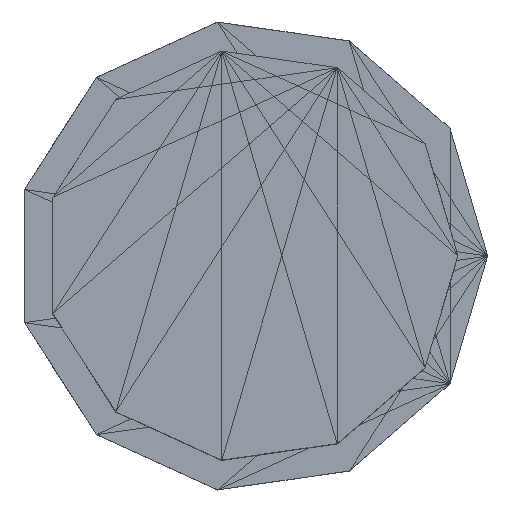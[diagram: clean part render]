
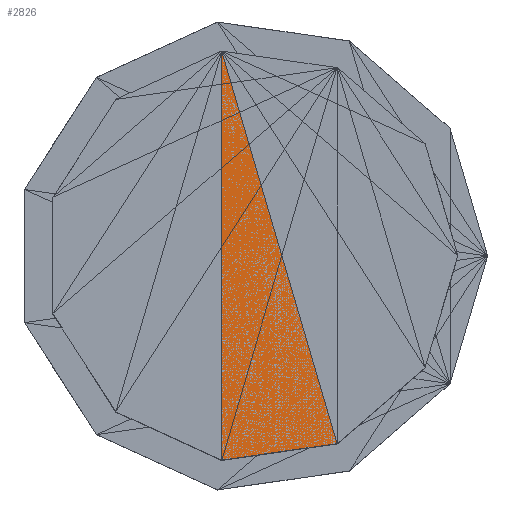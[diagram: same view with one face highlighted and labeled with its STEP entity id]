
A CAD part, top view. The second image highlights one B-rep face of the part: STEP entity #2826.
In plain terms, the highlighted planar face has unit normal (0, 0, 1).
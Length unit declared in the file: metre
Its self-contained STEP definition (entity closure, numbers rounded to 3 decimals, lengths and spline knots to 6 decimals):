
#2570 = VERTEX_POINT('',#2571);
#2571 = CARTESIAN_POINT('',(0.020933,0.085625,
    0.010762));
#2759 = PLANE('',#2760);
#2760 = AXIS2_PLACEMENT_3D('',#2761,#2762,#2763);
#2761 = CARTESIAN_POINT('',(0.020933,0.085625,
    0.010762));
#2762 = DIRECTION('',(0.,0.,-1.));
#2763 = DIRECTION('',(-1.,0.,0.));
#2775 = VERTEX_POINT('',#2776);
#2776 = CARTESIAN_POINT('',(0.020933,0.069181,
    0.010762));
#2802 = EDGE_CURVE('',#2775,#2570,#2803,.T.);
#2803 = SURFACE_CURVE('',#2804,(#2808,#2815),.PCURVE_S1.);
#2804 = LINE('',#2805,#2806);
#2805 = CARTESIAN_POINT('',(0.020933,0.069181,
    0.010762));
#2806 = VECTOR('',#2807,0.001);
#2807 = DIRECTION('',(0.,1.,0.));
#2808 = PCURVE('',#2759,#2809);
#2809 = DEFINITIONAL_REPRESENTATION('',(#2810),#2814);
#2810 = LINE('',#2811,#2812);
#2811 = CARTESIAN_POINT('',(0.,-0.016));
#2812 = VECTOR('',#2813,1.);
#2813 = DIRECTION('',(0.,1.));
#2814 = ( GEOMETRIC_REPRESENTATION_CONTEXT(2) 
PARAMETRIC_REPRESENTATION_CONTEXT() REPRESENTATION_CONTEXT('2D SPACE',''
  ) );
#2815 = PCURVE('',#2816,#2821);
#2816 = PLANE('',#2817);
#2817 = AXIS2_PLACEMENT_3D('',#2818,#2819,#2820);
#2818 = CARTESIAN_POINT('',(0.020933,0.085625,
    0.010762));
#2819 = DIRECTION('',(0.,0.,-1.));
#2820 = DIRECTION('',(-1.,0.,0.));
#2821 = DEFINITIONAL_REPRESENTATION('',(#2822),#2825);
#2822 = B_SPLINE_CURVE_WITH_KNOTS('',1,(#2823,#2824),.UNSPECIFIED.,.F.,
  .F.,(2,2),(0.,16.444351),.PIECEWISE_BEZIER_KNOTS.);
#2823 = CARTESIAN_POINT('',(0.,-0.016));
#2824 = CARTESIAN_POINT('',(0.,0.));
#2825 = ( GEOMETRIC_REPRESENTATION_CONTEXT(2) 
PARAMETRIC_REPRESENTATION_CONTEXT() REPRESENTATION_CONTEXT('2D SPACE',''
  ) );
#2826 = ADVANCED_FACE('',(#2827),#2816,.F.);
#2827 = FACE_BOUND('',#2828,.T.);
#2828 = EDGE_LOOP('',(#2829,#2830,#2858));
#2829 = ORIENTED_EDGE('',*,*,#2802,.F.);
#2830 = ORIENTED_EDGE('',*,*,#2831,.T.);
#2831 = EDGE_CURVE('',#2775,#2832,#2834,.T.);
#2832 = VERTEX_POINT('',#2833);
#2833 = CARTESIAN_POINT('',(0.025566,0.069847,
    0.010762));
#2834 = SURFACE_CURVE('',#2835,(#2839,#2846),.PCURVE_S1.);
#2835 = LINE('',#2836,#2837);
#2836 = CARTESIAN_POINT('',(0.020933,0.069181,
    0.010762));
#2837 = VECTOR('',#2838,0.001);
#2838 = DIRECTION('',(0.99,0.142,0.));
#2839 = PCURVE('',#2816,#2840);
#2840 = DEFINITIONAL_REPRESENTATION('',(#2841),#2845);
#2841 = LINE('',#2842,#2843);
#2842 = CARTESIAN_POINT('',(0.,-0.016));
#2843 = VECTOR('',#2844,1.);
#2844 = DIRECTION('',(-0.99,0.142));
#2845 = ( GEOMETRIC_REPRESENTATION_CONTEXT(2) 
PARAMETRIC_REPRESENTATION_CONTEXT() REPRESENTATION_CONTEXT('2D SPACE',''
  ) );
#2846 = PCURVE('',#2847,#2852);
#2847 = PLANE('',#2848);
#2848 = AXIS2_PLACEMENT_3D('',#2849,#2850,#2851);
#2849 = CARTESIAN_POINT('',(0.024068,0.069632,
    0.007938));
#2850 = DIRECTION('',(0.142,-0.99,0.));
#2851 = DIRECTION('',(-0.99,-0.142,0.));
#2852 = DEFINITIONAL_REPRESENTATION('',(#2853),#2857);
#2853 = LINE('',#2854,#2855);
#2854 = CARTESIAN_POINT('',(0.003,-0.003));
#2855 = VECTOR('',#2856,1.);
#2856 = DIRECTION('',(-1.,0.));
#2857 = ( GEOMETRIC_REPRESENTATION_CONTEXT(2) 
PARAMETRIC_REPRESENTATION_CONTEXT() REPRESENTATION_CONTEXT('2D SPACE',''
  ) );
#2858 = ORIENTED_EDGE('',*,*,#2859,.T.);
#2859 = EDGE_CURVE('',#2832,#2570,#2860,.T.);
#2860 = SURFACE_CURVE('',#2861,(#2865,#2872),.PCURVE_S1.);
#2861 = LINE('',#2862,#2863);
#2862 = CARTESIAN_POINT('',(0.025566,0.069847,
    0.010762));
#2863 = VECTOR('',#2864,0.001);
#2864 = DIRECTION('',(-0.282,0.959,0.));
#2865 = PCURVE('',#2816,#2866);
#2866 = DEFINITIONAL_REPRESENTATION('',(#2867),#2871);
#2867 = LINE('',#2868,#2869);
#2868 = CARTESIAN_POINT('',(-0.005,-0.016));
#2869 = VECTOR('',#2870,1.);
#2870 = DIRECTION('',(0.282,0.959));
#2871 = ( GEOMETRIC_REPRESENTATION_CONTEXT(2) 
PARAMETRIC_REPRESENTATION_CONTEXT() REPRESENTATION_CONTEXT('2D SPACE',''
  ) );
#2872 = PCURVE('',#2873,#2878);
#2873 = PLANE('',#2874);
#2874 = AXIS2_PLACEMENT_3D('',#2875,#2876,#2877);
#2875 = CARTESIAN_POINT('',(0.020933,0.085625,
    0.010762));
#2876 = DIRECTION('',(0.,0.,-1.));
#2877 = DIRECTION('',(-1.,0.,0.));
#2878 = DEFINITIONAL_REPRESENTATION('',(#2879),#2882);
#2879 = B_SPLINE_CURVE_WITH_KNOTS('',1,(#2880,#2881),.UNSPECIFIED.,.F.,
  .F.,(2,2),(0.,16.444356),.PIECEWISE_BEZIER_KNOTS.);
#2880 = CARTESIAN_POINT('',(-0.005,-0.016));
#2881 = CARTESIAN_POINT('',(0.,0.));
#2882 = ( GEOMETRIC_REPRESENTATION_CONTEXT(2) 
PARAMETRIC_REPRESENTATION_CONTEXT() REPRESENTATION_CONTEXT('2D SPACE',''
  ) );
